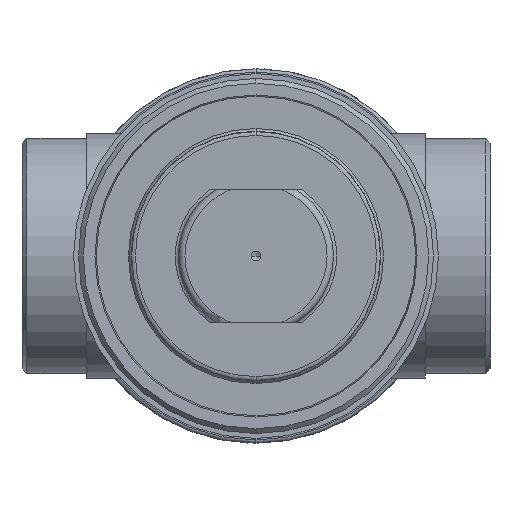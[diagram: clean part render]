
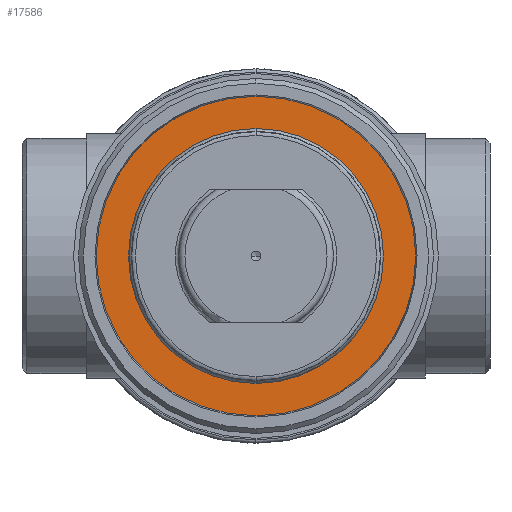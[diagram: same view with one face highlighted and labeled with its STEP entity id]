
A CAD part, front view. The second image highlights one B-rep face of the part: STEP entity #17586.
In plain terms, the highlighted planar face has unit normal (0, -1, 0).
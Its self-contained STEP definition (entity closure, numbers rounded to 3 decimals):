
#316 = CARTESIAN_POINT ( 'NONE',  ( -26.48, -49., 0. ) ) ;
#601 = VERTEX_POINT ( 'NONE', #4718 ) ;
#811 = VERTEX_POINT ( 'NONE', #4315 ) ;
#867 = AXIS2_PLACEMENT_3D ( 'NONE', #4547, #8641, #15218 ) ;
#1117 = PLANE ( 'NONE',  #4963 ) ;
#1596 = CARTESIAN_POINT ( 'NONE',  ( -25.858, -49., -1.201 ) ) ;
#1627 = ORIENTED_EDGE ( 'NONE', *, *, #5474, .T. ) ;
#2267 = ORIENTED_EDGE ( 'NONE', *, *, #10437, .T. ) ;
#2466 =( BOUNDED_CURVE ( )  B_SPLINE_CURVE ( 3, ( #1596, #16601, #6833, #316 ),
 .UNSPECIFIED., .F., .T. ) 
 B_SPLINE_CURVE_WITH_KNOTS ( ( 4, 4 ),
 ( 5.355, 6.283 ),
 .UNSPECIFIED. ) 
 CURVE ( )  GEOMETRIC_REPRESENTATION_ITEM ( )  RATIONAL_B_SPLINE_CURVE ( ( 1., 0.929, 0.929, 1. ) ) 
 REPRESENTATION_ITEM ( '' )  );
#3003 = CARTESIAN_POINT ( 'NONE',  ( 0.688, -49., 25.876 ) ) ;
#3082 = CARTESIAN_POINT ( 'NONE',  ( 0.248, -49., -26.107 ) ) ;
#3152 = CARTESIAN_POINT ( 'NONE',  ( -25.858, -49., 1.201 ) ) ;
#3326 = CARTESIAN_POINT ( 'NONE',  ( 0., -49., 0. ) ) ;
#3564 = CIRCLE ( 'NONE', #17203, 49.5 ) ;
#3676 = EDGE_LOOP ( 'NONE', ( #4253, #10295, #2267, #9863, #16985, #11061, #4826, #17144 ) ) ;
#3815 = EDGE_CURVE ( 'NONE', #10123, #5638, #11612, .T. ) ;
#4007 = DIRECTION ( 'NONE',  ( 0., 0., -1. ) ) ;
#4253 = ORIENTED_EDGE ( 'NONE', *, *, #13455, .T. ) ;
#4315 = CARTESIAN_POINT ( 'NONE',  ( -26.48, -49., 0. ) ) ;
#4547 = CARTESIAN_POINT ( 'NONE',  ( 0., -49., 0. ) ) ;
#4718 = CARTESIAN_POINT ( 'NONE',  ( -25.858, -49., -1.201 ) ) ;
#4826 = ORIENTED_EDGE ( 'NONE', *, *, #6136, .T. ) ;
#4963 = AXIS2_PLACEMENT_3D ( 'NONE', #6448, #13313, #7810 ) ;
#5074 = FACE_OUTER_BOUND ( 'NONE', #12615, .T. ) ;
#5213 = CARTESIAN_POINT ( 'NONE',  ( -0.688, -49., 25.876 ) ) ;
#5369 = AXIS2_PLACEMENT_3D ( 'NONE', #17567, #9378, #4007 ) ;
#5457 = CARTESIAN_POINT ( 'NONE',  ( -0.688, -49., -25.876 ) ) ;
#5474 = EDGE_CURVE ( 'NONE', #8110, #9699, #15415, .T. ) ;
#5638 = VERTEX_POINT ( 'NONE', #5213 ) ;
#6029 = CARTESIAN_POINT ( 'NONE',  ( -0.688, -49., -25.876 ) ) ;
#6123 = DIRECTION ( 'NONE',  ( 0., 0., 1. ) ) ;
#6136 = EDGE_CURVE ( 'NONE', #9414, #8287, #13827, .T. ) ;
#6189 = VERTEX_POINT ( 'NONE', #5457 ) ;
#6448 = CARTESIAN_POINT ( 'NONE',  ( 0., -49., 0. ) ) ;
#6565 = CARTESIAN_POINT ( 'NONE',  ( 0., -49., 26.046 ) ) ;
#6637 = CARTESIAN_POINT ( 'NONE',  ( -0.24, -49., 26.046 ) ) ;
#6707 = VERTEX_POINT ( 'NONE', #12359 ) ;
#6821 = CARTESIAN_POINT ( 'NONE',  ( 0.474, -49., 25.988 ) ) ;
#6833 = CARTESIAN_POINT ( 'NONE',  ( -26.48, -49., -0.482 ) ) ;
#6995 = EDGE_CURVE ( 'NONE', #811, #10123, #12732, .T. ) ;
#7687 = CARTESIAN_POINT ( 'NONE',  ( -25.858, -49., 1.201 ) ) ;
#7810 = DIRECTION ( 'NONE',  ( 0., 0., 1. ) ) ;
#8013 =( BOUNDED_CURVE ( )  B_SPLINE_CURVE ( 3, ( #17590, #8112, #6637, #13672 ),
 .UNSPECIFIED., .F., .T. ) 
 B_SPLINE_CURVE_WITH_KNOTS ( ( 4, 4 ),
 ( 2.665, 3.142 ),
 .UNSPECIFIED. ) 
 CURVE ( )  GEOMETRIC_REPRESENTATION_ITEM ( )  RATIONAL_B_SPLINE_CURVE ( ( 1., 0.981, 0.981, 1. ) ) 
 REPRESENTATION_ITEM ( '' )  );
#8110 = VERTEX_POINT ( 'NONE', #17467 ) ;
#8112 = CARTESIAN_POINT ( 'NONE',  ( -0.474, -49., 25.988 ) ) ;
#8287 = VERTEX_POINT ( 'NONE', #3003 ) ;
#8470 = CARTESIAN_POINT ( 'NONE',  ( -0.248, -49., -26.107 ) ) ;
#8501 = CARTESIAN_POINT ( 'NONE',  ( 0., -49., 49.5 ) ) ;
#8641 = DIRECTION ( 'NONE',  ( 0., 1., 0. ) ) ;
#8793 = ORIENTED_EDGE ( 'NONE', *, *, #10221, .T. ) ;
#9039 = EDGE_CURVE ( 'NONE', #5638, #9414, #8013, .T. ) ;
#9378 = DIRECTION ( 'NONE',  ( 0., 1., 0. ) ) ;
#9414 = VERTEX_POINT ( 'NONE', #6565 ) ;
#9534 =( BOUNDED_CURVE ( )  B_SPLINE_CURVE ( 3, ( #14211, #3082, #8470, #6029 ),
 .UNSPECIFIED., .F., .F. ) 
 B_SPLINE_CURVE_WITH_KNOTS ( ( 4, 4 ),
 ( 2.665, 3.618 ),
 .UNSPECIFIED. ) 
 CURVE ( )  GEOMETRIC_REPRESENTATION_ITEM ( )  RATIONAL_B_SPLINE_CURVE ( ( 1., 0.926, 0.926, 1. ) ) 
 REPRESENTATION_ITEM ( '' )  );
#9699 = VERTEX_POINT ( 'NONE', #8501 ) ;
#9863 = ORIENTED_EDGE ( 'NONE', *, *, #6995, .T. ) ;
#10123 = VERTEX_POINT ( 'NONE', #3152 ) ;
#10221 = EDGE_CURVE ( 'NONE', #9699, #8110, #3564, .T. ) ;
#10295 = ORIENTED_EDGE ( 'NONE', *, *, #14893, .T. ) ;
#10370 = CARTESIAN_POINT ( 'NONE',  ( -26.48, -49., 0.482 ) ) ;
#10437 = EDGE_CURVE ( 'NONE', #601, #811, #2466, .T. ) ;
#10794 = DIRECTION ( 'NONE',  ( 0., 0., -1. ) ) ;
#11061 = ORIENTED_EDGE ( 'NONE', *, *, #9039, .T. ) ;
#11520 = DIRECTION ( 'NONE',  ( 0., -1., 0. ) ) ;
#11612 = CIRCLE ( 'NONE', #867, 25.886 ) ;
#11615 = CARTESIAN_POINT ( 'NONE',  ( 0., -49., 0. ) ) ;
#12103 = DIRECTION ( 'NONE',  ( 0., 1., 0. ) ) ;
#12359 = CARTESIAN_POINT ( 'NONE',  ( 0.688, -49., -25.876 ) ) ;
#12615 = EDGE_LOOP ( 'NONE', ( #8793, #1627 ) ) ;
#12732 =( BOUNDED_CURVE ( )  B_SPLINE_CURVE ( 3, ( #15920, #10370, #17161, #7687 ),
 .UNSPECIFIED., .F., .T. ) 
 B_SPLINE_CURVE_WITH_KNOTS ( ( 4, 4 ),
 ( 0., 0.928 ),
 .UNSPECIFIED. ) 
 CURVE ( )  GEOMETRIC_REPRESENTATION_ITEM ( )  RATIONAL_B_SPLINE_CURVE ( ( 1., 0.929, 0.929, 1. ) ) 
 REPRESENTATION_ITEM ( '' )  );
#13313 = DIRECTION ( 'NONE',  ( 0., -1., 0. ) ) ;
#13324 = CARTESIAN_POINT ( 'NONE',  ( 0., -49., 26.046 ) ) ;
#13433 = CARTESIAN_POINT ( 'NONE',  ( 0.24, -49., 26.046 ) ) ;
#13455 = EDGE_CURVE ( 'NONE', #6707, #6189, #9534, .T. ) ;
#13660 = AXIS2_PLACEMENT_3D ( 'NONE', #16279, #12103, #10794 ) ;
#13672 = CARTESIAN_POINT ( 'NONE',  ( 0., -49., 26.046 ) ) ;
#13827 =( BOUNDED_CURVE ( )  B_SPLINE_CURVE ( 3, ( #13324, #13433, #6821, #13852 ),
 .UNSPECIFIED., .F., .T. ) 
 B_SPLINE_CURVE_WITH_KNOTS ( ( 4, 4 ),
 ( 3.142, 3.618 ),
 .UNSPECIFIED. ) 
 CURVE ( )  GEOMETRIC_REPRESENTATION_ITEM ( )  RATIONAL_B_SPLINE_CURVE ( ( 1., 0.981, 0.981, 1. ) ) 
 REPRESENTATION_ITEM ( '' )  );
#13852 = CARTESIAN_POINT ( 'NONE',  ( 0.688, -49., 25.876 ) ) ;
#14099 = AXIS2_PLACEMENT_3D ( 'NONE', #11615, #14242, #6123 ) ;
#14211 = CARTESIAN_POINT ( 'NONE',  ( 0.688, -49., -25.876 ) ) ;
#14242 = DIRECTION ( 'NONE',  ( 0., -1., 0. ) ) ;
#14269 = DIRECTION ( 'NONE',  ( 0., 0., 1. ) ) ;
#14893 = EDGE_CURVE ( 'NONE', #6189, #601, #16679, .T. ) ;
#15218 = DIRECTION ( 'NONE',  ( 0., 0., -1. ) ) ;
#15415 = CIRCLE ( 'NONE', #14099, 49.5 ) ;
#15920 = CARTESIAN_POINT ( 'NONE',  ( -26.48, -49., 0. ) ) ;
#16279 = CARTESIAN_POINT ( 'NONE',  ( 0., -49., 0. ) ) ;
#16598 = EDGE_CURVE ( 'NONE', #8287, #6707, #17052, .T. ) ;
#16601 = CARTESIAN_POINT ( 'NONE',  ( -26.257, -49., -0.912 ) ) ;
#16679 = CIRCLE ( 'NONE', #5369, 25.886 ) ;
#16985 = ORIENTED_EDGE ( 'NONE', *, *, #3815, .T. ) ;
#17052 = CIRCLE ( 'NONE', #13660, 25.886 ) ;
#17144 = ORIENTED_EDGE ( 'NONE', *, *, #16598, .T. ) ;
#17161 = CARTESIAN_POINT ( 'NONE',  ( -26.257, -49., 0.912 ) ) ;
#17203 = AXIS2_PLACEMENT_3D ( 'NONE', #3326, #11520, #14269 ) ;
#17235 = FACE_BOUND ( 'NONE', #3676, .T. ) ;
#17467 = CARTESIAN_POINT ( 'NONE',  ( 0., -49., -49.5 ) ) ;
#17567 = CARTESIAN_POINT ( 'NONE',  ( 0., -49., 0. ) ) ;
#17586 = ADVANCED_FACE ( 'NONE', ( #17235, #5074 ), #1117, .T. ) ;
#17590 = CARTESIAN_POINT ( 'NONE',  ( -0.688, -49., 25.876 ) ) ;
